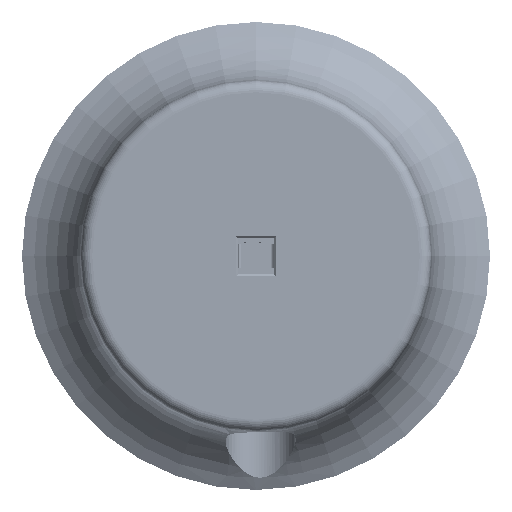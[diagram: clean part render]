
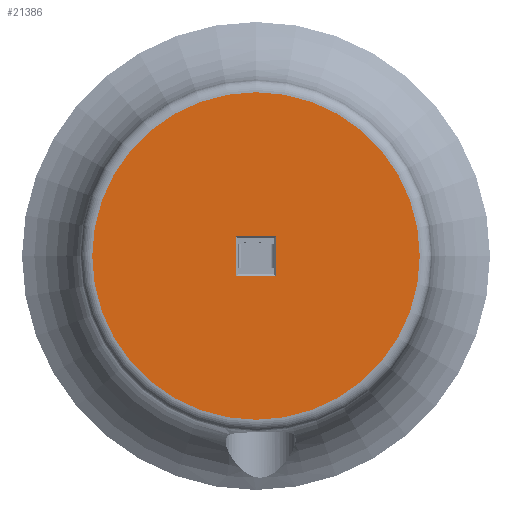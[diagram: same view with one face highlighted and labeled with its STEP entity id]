
A CAD part, left-side view. The second image highlights one B-rep face of the part: STEP entity #21386.
In plain terms, the highlighted face is planar.
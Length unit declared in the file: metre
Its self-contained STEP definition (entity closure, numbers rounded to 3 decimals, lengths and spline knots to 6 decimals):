
#3576=LINE('',#36893,#5085);
#3577=LINE('',#36896,#5086);
#3578=LINE('',#36898,#5087);
#3579=LINE('',#36900,#5088);
#5085=VECTOR('',#30608,1.);
#5086=VECTOR('',#30609,1.);
#5087=VECTOR('',#30610,1.);
#5088=VECTOR('',#30611,1.);
#6538=PLANE('',#27819);
#7471=CIRCLE('',#27820,0.028001);
#8539=ORIENTED_EDGE('',*,*,#13009,.T.);
#8540=ORIENTED_EDGE('',*,*,#13010,.T.);
#8541=ORIENTED_EDGE('',*,*,#13011,.T.);
#8542=ORIENTED_EDGE('',*,*,#13012,.T.);
#8543=ORIENTED_EDGE('',*,*,#13013,.T.);
#13009=EDGE_CURVE('',#15326,#15327,#3576,.T.);
#13010=EDGE_CURVE('',#15327,#15328,#3577,.T.);
#13011=EDGE_CURVE('',#15328,#15329,#3578,.T.);
#13012=EDGE_CURVE('',#15329,#15326,#3579,.T.);
#13013=EDGE_CURVE('',#15330,#15330,#7471,.T.);
#15326=VERTEX_POINT('',#36894);
#15327=VERTEX_POINT('',#36895);
#15328=VERTEX_POINT('',#36897);
#15329=VERTEX_POINT('',#36899);
#15330=VERTEX_POINT('',#36902);
#17291=EDGE_LOOP('',(#8539,#8540,#8541,#8542));
#17292=EDGE_LOOP('',(#8543));
#19274=FACE_BOUND('',#17291,.T.);
#19275=FACE_BOUND('',#17292,.T.);
#21386=ADVANCED_FACE('',(#19274,#19275),#6538,.T.);
#27819=AXIS2_PLACEMENT_3D('',#36892,#30606,#30607);
#27820=AXIS2_PLACEMENT_3D('',#36901,#30612,#30613);
#30606=DIRECTION('',(0.,1.,0.));
#30607=DIRECTION('',(-1.,0.,0.));
#30608=DIRECTION('',(0.,0.,-1.));
#30609=DIRECTION('',(1.,0.,0.));
#30610=DIRECTION('',(0.,0.,1.));
#30611=DIRECTION('',(-1.,0.,0.));
#30612=DIRECTION('',(0.,1.,0.));
#30613=DIRECTION('',(0.,0.,1.));
#36892=CARTESIAN_POINT('',(0.,0.069178,0.00475));
#36893=CARTESIAN_POINT('',(-0.0035,0.069178,0.00475));
#36894=CARTESIAN_POINT('',(-0.0035,0.069178,0.00825));
#36895=CARTESIAN_POINT('',(-0.0035,0.069178,0.00125));
#36896=CARTESIAN_POINT('',(0.003,0.069178,0.00125));
#36897=CARTESIAN_POINT('',(0.0035,0.069178,0.00125));
#36898=CARTESIAN_POINT('',(0.0035,0.069178,0.00775));
#36899=CARTESIAN_POINT('',(0.0035,0.069178,0.00825));
#36900=CARTESIAN_POINT('',(0.,0.069178,0.00825));
#36901=CARTESIAN_POINT('',(0.,0.069178,0.00475));
#36902=CARTESIAN_POINT('',(0.,0.069178,0.032751));
